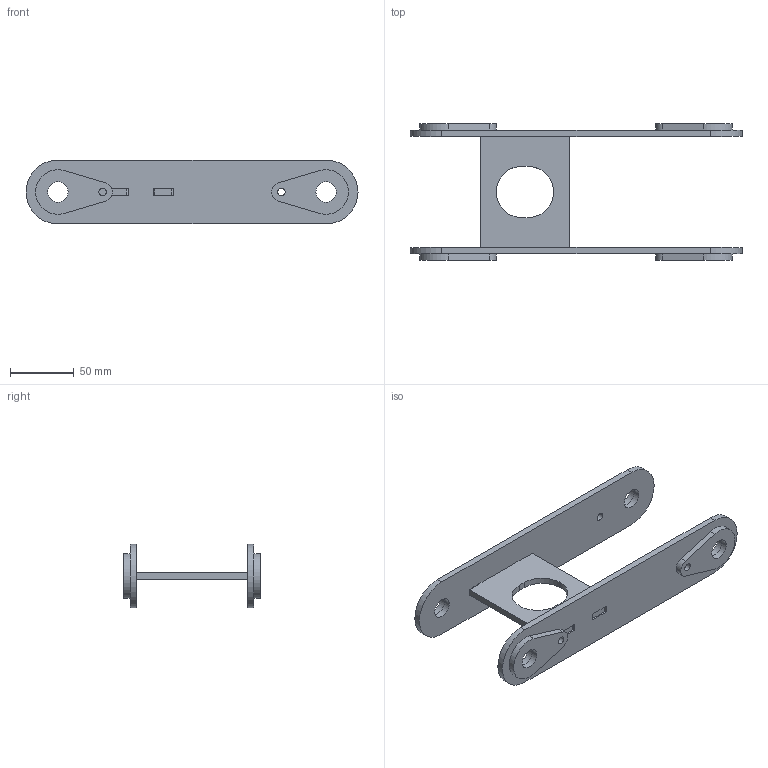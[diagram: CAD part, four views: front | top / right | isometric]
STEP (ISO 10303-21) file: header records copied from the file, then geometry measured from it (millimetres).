
FILE_DESCRIPTION (( 'STEP AP203' ), '1' );
FILE_NAME ('3927-55_REV_.step', '2026-02-22T20:45:28', ( '' ), ( '' ), 'SwSTEP 2.0', 'SolidWorks 2025', '' );
FILE_SCHEMA (( 'CONFIG_CONTROL_DESIGN' ));
Length unit declared in the file: millimetre
Products named in the file (4): 3927-55_REV_; 3927-55-10; 3927-45-20; 3927-40-15
Assembly tree (7 placements, depth 2):
  3927-55_REV_
    3927-45-20
    3927-55-10  x2
    3927-40-15  x4
Bounding box: 260 x 107 x 50 mm (x, y, z)
Volume: 167722.3 mm3; surface area: 81883.8 mm2
Topology: 7 solids, 7 shells, 125 faces, 333 edges, 222 vertices
Faces by surface type: plane 64, cylinder 61
Entity records: 2763 total; most frequent: CARTESIAN_POINT 410, DIRECTION 389, ORIENTED_EDGE 378, EDGE_CURVE 189, AXIS2_PLACEMENT_3D 137, VERTEX_POINT 126, LINE 115, VECTOR 115
